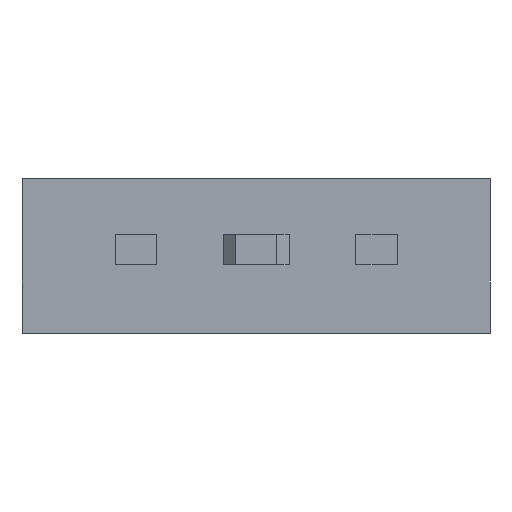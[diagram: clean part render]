
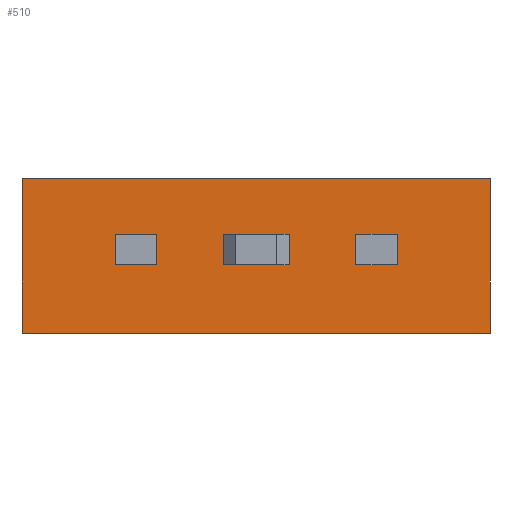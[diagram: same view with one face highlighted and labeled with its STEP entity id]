
A CAD part, front view. The second image highlights one B-rep face of the part: STEP entity #510.
In plain terms, the highlighted planar face has unit normal (0, -1, 0).
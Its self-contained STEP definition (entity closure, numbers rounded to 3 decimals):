
#10 = ORIENTED_EDGE ( 'NONE', *, *, #1433, .F. ) ;
#15 = ORIENTED_EDGE ( 'NONE', *, *, #106, .F. ) ;
#28 = EDGE_CURVE ( 'NONE', #876, #455, #1633, .T. ) ;
#42 = VERTEX_POINT ( 'NONE', #1997 ) ;
#51 = CARTESIAN_POINT ( 'NONE',  ( 3.877, -12., 1.245 ) ) ;
#70 = LINE ( 'NONE', #1065, #557 ) ;
#75 = EDGE_LOOP ( 'NONE', ( #823, #512, #1912, #90 ) ) ;
#81 = CARTESIAN_POINT ( 'NONE',  ( 2.44, -12., 1.795 ) ) ;
#82 = VECTOR ( 'NONE', #1535, 1000. ) ;
#87 = DIRECTION ( 'NONE',  ( 0., 1., 0. ) ) ;
#90 = ORIENTED_EDGE ( 'NONE', *, *, #1214, .F. ) ;
#92 = LINE ( 'NONE', #418, #877 ) ;
#101 = CARTESIAN_POINT ( 'NONE',  ( 3.877, -12., 1.795 ) ) ;
#105 = DIRECTION ( 'NONE',  ( 0., 0., 1. ) ) ;
#106 = EDGE_CURVE ( 'NONE', #455, #1381, #812, .T. ) ;
#121 = CARTESIAN_POINT ( 'NONE',  ( 6.064, -12., 1.245 ) ) ;
#138 = LINE ( 'NONE', #1395, #1140 ) ;
#141 = CARTESIAN_POINT ( 'NONE',  ( 2.44, -12., 1.245 ) ) ;
#161 = DIRECTION ( 'NONE',  ( 0., 0., -1. ) ) ;
#173 = EDGE_LOOP ( 'NONE', ( #10, #1885, #1490, #356 ) ) ;
#197 = VECTOR ( 'NONE', #915, 1000. ) ;
#198 = VERTEX_POINT ( 'NONE', #141 ) ;
#248 = LINE ( 'NONE', #262, #902 ) ;
#251 = DIRECTION ( 'NONE',  ( -1., 0., 0. ) ) ;
#253 = CARTESIAN_POINT ( 'NONE',  ( 0., -12., 2.8 ) ) ;
#256 = LINE ( 'NONE', #1865, #544 ) ;
#262 = CARTESIAN_POINT ( 'NONE',  ( 6.064, -12., 1.795 ) ) ;
#278 = LINE ( 'NONE', #51, #583 ) ;
#297 = CARTESIAN_POINT ( 'NONE',  ( 0., -12., 2.8 ) ) ;
#298 = VECTOR ( 'NONE', #161, 1000. ) ;
#308 = AXIS2_PLACEMENT_3D ( 'NONE', #253, #87, #1202 ) ;
#320 = FACE_BOUND ( 'NONE', #996, .T. ) ;
#356 = ORIENTED_EDGE ( 'NONE', *, *, #1654, .F. ) ;
#384 = DIRECTION ( 'NONE',  ( 1., 0., 0. ) ) ;
#418 = CARTESIAN_POINT ( 'NONE',  ( 4.852, -12., 1.245 ) ) ;
#420 = DIRECTION ( 'NONE',  ( 0., 0., 1. ) ) ;
#429 = DIRECTION ( 'NONE',  ( 0., 0., 1. ) ) ;
#451 = VERTEX_POINT ( 'NONE', #1789 ) ;
#455 = VERTEX_POINT ( 'NONE', #1631 ) ;
#473 = DIRECTION ( 'NONE',  ( 0., 0., -1. ) ) ;
#510 = ADVANCED_FACE ( 'NONE', ( #1256, #1458, #320, #1297 ), #911, .F. ) ;
#512 = ORIENTED_EDGE ( 'NONE', *, *, #1037, .F. ) ;
#517 = CARTESIAN_POINT ( 'NONE',  ( 1.69, -12., 1.245 ) ) ;
#532 = VERTEX_POINT ( 'NONE', #81 ) ;
#544 = VECTOR ( 'NONE', #763, 1000. ) ;
#557 = VECTOR ( 'NONE', #420, 1000. ) ;
#571 = EDGE_CURVE ( 'NONE', #1262, #604, #256, .T. ) ;
#583 = VECTOR ( 'NONE', #384, 1000. ) ;
#600 = VECTOR ( 'NONE', #429, 1000. ) ;
#604 = VERTEX_POINT ( 'NONE', #1995 ) ;
#613 = VECTOR ( 'NONE', #1215, 1000. ) ;
#614 = VERTEX_POINT ( 'NONE', #1859 ) ;
#617 = CARTESIAN_POINT ( 'NONE',  ( 6.814, -12., 1.795 ) ) ;
#623 = DIRECTION ( 'NONE',  ( 0., 0., -1. ) ) ;
#628 = CARTESIAN_POINT ( 'NONE',  ( 0., -12., 2.8 ) ) ;
#651 = ORIENTED_EDGE ( 'NONE', *, *, #697, .F. ) ;
#696 = VERTEX_POINT ( 'NONE', #1559 ) ;
#697 = EDGE_CURVE ( 'NONE', #604, #1371, #1677, .T. ) ;
#736 = EDGE_CURVE ( 'NONE', #42, #876, #138, .T. ) ;
#761 = VECTOR ( 'NONE', #1107, 1000. ) ;
#763 = DIRECTION ( 'NONE',  ( 1., 0., 0. ) ) ;
#769 = ORIENTED_EDGE ( 'NONE', *, *, #736, .F. ) ;
#805 = CARTESIAN_POINT ( 'NONE',  ( 6.814, -12., 1.795 ) ) ;
#812 = LINE ( 'NONE', #617, #600 ) ;
#817 = EDGE_CURVE ( 'NONE', #1081, #851, #1514, .T. ) ;
#823 = ORIENTED_EDGE ( 'NONE', *, *, #817, .F. ) ;
#851 = VERTEX_POINT ( 'NONE', #517 ) ;
#876 = VERTEX_POINT ( 'NONE', #1130 ) ;
#877 = VECTOR ( 'NONE', #105, 1000. ) ;
#902 = VECTOR ( 'NONE', #1974, 1000. ) ;
#911 = PLANE ( 'NONE',  #308 ) ;
#915 = DIRECTION ( 'NONE',  ( 1., 0., 0. ) ) ;
#948 = CARTESIAN_POINT ( 'NONE',  ( 8.5, -12., 2.8 ) ) ;
#996 = EDGE_LOOP ( 'NONE', ( #769, #1470, #15, #1821 ) ) ;
#1025 = EDGE_CURVE ( 'NONE', #451, #696, #1914, .T. ) ;
#1037 = EDGE_CURVE ( 'NONE', #532, #1081, #1496, .T. ) ;
#1065 = CARTESIAN_POINT ( 'NONE',  ( 2.44, -12., 1.795 ) ) ;
#1080 = EDGE_CURVE ( 'NONE', #198, #532, #70, .T. ) ;
#1081 = VERTEX_POINT ( 'NONE', #1835 ) ;
#1107 = DIRECTION ( 'NONE',  ( 0., 0., 1. ) ) ;
#1115 = EDGE_CURVE ( 'NONE', #614, #1371, #2017, .T. ) ;
#1120 = DIRECTION ( 'NONE',  ( 0., 0., -1. ) ) ;
#1130 = CARTESIAN_POINT ( 'NONE',  ( 6.064, -12., 1.245 ) ) ;
#1140 = VECTOR ( 'NONE', #1120, 1000. ) ;
#1165 = EDGE_CURVE ( 'NONE', #1262, #614, #1731, .T. ) ;
#1189 = EDGE_LOOP ( 'NONE', ( #1774, #651, #1620, #1699 ) ) ;
#1202 = DIRECTION ( 'NONE',  ( 0., 0., 1. ) ) ;
#1214 = EDGE_CURVE ( 'NONE', #851, #198, #1807, .T. ) ;
#1215 = DIRECTION ( 'NONE',  ( -1., 0., 0. ) ) ;
#1233 = DIRECTION ( 'NONE',  ( 1., 0., 0. ) ) ;
#1254 = EDGE_CURVE ( 'NONE', #1290, #696, #1950, .T. ) ;
#1256 = FACE_OUTER_BOUND ( 'NONE', #1189, .T. ) ;
#1257 = CARTESIAN_POINT ( 'NONE',  ( 1.69, -12., 1.795 ) ) ;
#1262 = VERTEX_POINT ( 'NONE', #628 ) ;
#1276 = VECTOR ( 'NONE', #473, 1000. ) ;
#1290 = VERTEX_POINT ( 'NONE', #1873 ) ;
#1297 = FACE_BOUND ( 'NONE', #173, .T. ) ;
#1348 = CARTESIAN_POINT ( 'NONE',  ( 1.69, -12., 1.795 ) ) ;
#1371 = VERTEX_POINT ( 'NONE', #1601 ) ;
#1381 = VERTEX_POINT ( 'NONE', #805 ) ;
#1395 = CARTESIAN_POINT ( 'NONE',  ( 6.064, -12., 1.795 ) ) ;
#1433 = EDGE_CURVE ( 'NONE', #1290, #1525, #278, .T. ) ;
#1458 = FACE_BOUND ( 'NONE', #75, .T. ) ;
#1470 = ORIENTED_EDGE ( 'NONE', *, *, #1536, .F. ) ;
#1490 = ORIENTED_EDGE ( 'NONE', *, *, #1025, .F. ) ;
#1496 = LINE ( 'NONE', #1348, #613 ) ;
#1514 = LINE ( 'NONE', #1257, #1276 ) ;
#1515 = VECTOR ( 'NONE', #1233, 1000. ) ;
#1524 = CARTESIAN_POINT ( 'NONE',  ( 4.852, -12., 1.245 ) ) ;
#1525 = VERTEX_POINT ( 'NONE', #1524 ) ;
#1535 = DIRECTION ( 'NONE',  ( 1., 0., 0. ) ) ;
#1536 = EDGE_CURVE ( 'NONE', #1381, #42, #248, .T. ) ;
#1559 = CARTESIAN_POINT ( 'NONE',  ( 3.652, -12., 1.795 ) ) ;
#1601 = CARTESIAN_POINT ( 'NONE',  ( 8.5, -12., 0. ) ) ;
#1620 = ORIENTED_EDGE ( 'NONE', *, *, #571, .F. ) ;
#1631 = CARTESIAN_POINT ( 'NONE',  ( 6.814, -12., 1.245 ) ) ;
#1633 = LINE ( 'NONE', #121, #1515 ) ;
#1654 = EDGE_CURVE ( 'NONE', #1525, #451, #92, .T. ) ;
#1677 = LINE ( 'NONE', #948, #298 ) ;
#1699 = ORIENTED_EDGE ( 'NONE', *, *, #1165, .T. ) ;
#1731 = LINE ( 'NONE', #297, #1857 ) ;
#1770 = VECTOR ( 'NONE', #251, 1000. ) ;
#1774 = ORIENTED_EDGE ( 'NONE', *, *, #1115, .T. ) ;
#1789 = CARTESIAN_POINT ( 'NONE',  ( 4.852, -12., 1.795 ) ) ;
#1807 = LINE ( 'NONE', #1843, #82 ) ;
#1821 = ORIENTED_EDGE ( 'NONE', *, *, #28, .F. ) ;
#1822 = CARTESIAN_POINT ( 'NONE',  ( 0., -12., 0. ) ) ;
#1835 = CARTESIAN_POINT ( 'NONE',  ( 1.69, -12., 1.795 ) ) ;
#1843 = CARTESIAN_POINT ( 'NONE',  ( 1.69, -12., 1.245 ) ) ;
#1857 = VECTOR ( 'NONE', #623, 1000. ) ;
#1858 = CARTESIAN_POINT ( 'NONE',  ( 3.652, -12., 1.245 ) ) ;
#1859 = CARTESIAN_POINT ( 'NONE',  ( 0., -12., 0. ) ) ;
#1865 = CARTESIAN_POINT ( 'NONE',  ( 0., -12., 2.8 ) ) ;
#1873 = CARTESIAN_POINT ( 'NONE',  ( 3.652, -12., 1.245 ) ) ;
#1885 = ORIENTED_EDGE ( 'NONE', *, *, #1254, .T. ) ;
#1912 = ORIENTED_EDGE ( 'NONE', *, *, #1080, .F. ) ;
#1914 = LINE ( 'NONE', #101, #1770 ) ;
#1950 = LINE ( 'NONE', #1858, #761 ) ;
#1974 = DIRECTION ( 'NONE',  ( -1., 0., 0. ) ) ;
#1995 = CARTESIAN_POINT ( 'NONE',  ( 8.5, -12., 2.8 ) ) ;
#1997 = CARTESIAN_POINT ( 'NONE',  ( 6.064, -12., 1.795 ) ) ;
#2017 = LINE ( 'NONE', #1822, #197 ) ;
